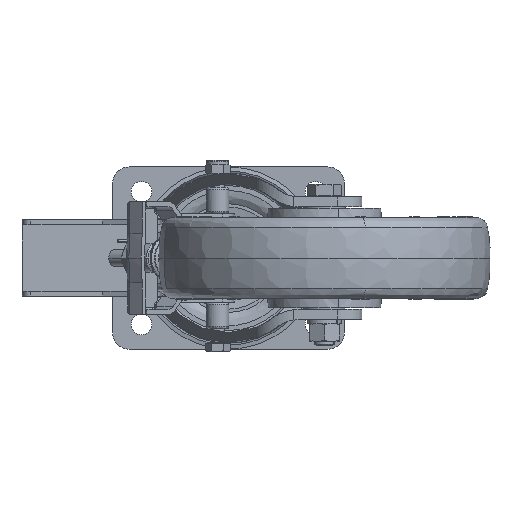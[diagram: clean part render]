
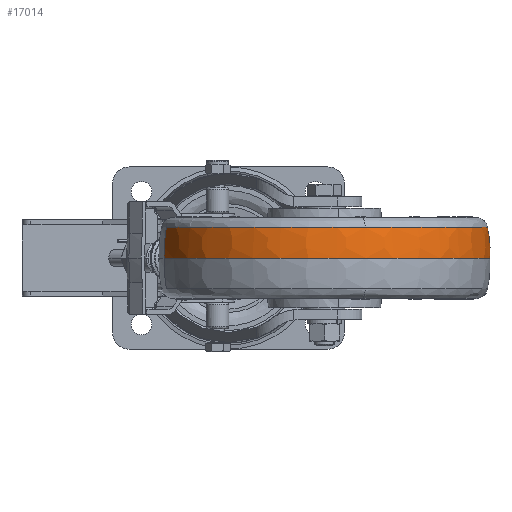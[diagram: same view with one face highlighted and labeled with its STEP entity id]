
A CAD part, front view. The second image highlights one B-rep face of the part: STEP entity #17014.
In plain terms, the highlighted toroidal (fillet/blend) face has major radius 4.992 mm and minor radius 105 mm.
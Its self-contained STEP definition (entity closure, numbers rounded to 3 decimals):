
#352 = CARTESIAN_POINT ( 'NONE',  ( 58., -152.002, 1.304 ) ) ;
#2546 = AXIS2_PLACEMENT_3D ( 'NONE', #7196, #28215, #49431 ) ;
#3549 = DIRECTION ( 'NONE',  ( -0.969, -0.249, 0. ) ) ;
#3709 = CARTESIAN_POINT ( 'NONE',  ( 82.525, -247.484, 18.561 ) ) ;
#3956 = AXIS2_PLACEMENT_3D ( 'NONE', #352, #25266, #16433 ) ;
#4564 = DIRECTION ( 'NONE',  ( -0.249, 0.969, 0. ) ) ;
#7196 = CARTESIAN_POINT ( 'NONE',  ( 58., -152.002, 18.561 ) ) ;
#7755 = DIRECTION ( 'NONE',  ( 0., 0., -1. ) ) ;
#8789 = DIRECTION ( 'NONE',  ( -0.969, -0.249, 0. ) ) ;
#9346 = ORIENTED_EDGE ( 'NONE', *, *, #44778, .T. ) ;
#10018 = FACE_OUTER_BOUND ( 'NONE', #11430, .T. ) ;
#10292 = EDGE_CURVE ( 'NONE', #17695, #37714, #54701, .T. ) ;
#10798 = CARTESIAN_POINT ( 'NONE',  ( 154.856, -127.124, 0. ) ) ;
#11430 = EDGE_LOOP ( 'NONE', ( #23340, #9346, #35732, #28814, #19307 ) ) ;
#13288 = TOROIDAL_SURFACE ( 'NONE', #3956, -4.992, 105. ) ;
#16421 = EDGE_CURVE ( 'NONE', #37714, #44570, #40468, .T. ) ;
#16433 = DIRECTION ( 'NONE',  ( -0.969, -0.249, 0. ) ) ;
#16758 = CIRCLE ( 'NONE', #25571, 98.58 ) ;
#16807 = CARTESIAN_POINT ( 'NONE',  ( 58., -152.002, 0. ) ) ;
#17014 = ADVANCED_FACE ( 'NONE', ( #10018 ), #13288, .T. ) ;
#17695 = VERTEX_POINT ( 'NONE', #3709 ) ;
#19307 = ORIENTED_EDGE ( 'NONE', *, *, #31240, .F. ) ;
#20484 = CARTESIAN_POINT ( 'NONE',  ( 58., -152.002, 18.561 ) ) ;
#21425 = CARTESIAN_POINT ( 'NONE',  ( 62.835, -150.761, 1.304 ) ) ;
#23340 = ORIENTED_EDGE ( 'NONE', *, *, #54266, .F. ) ;
#25266 = DIRECTION ( 'NONE',  ( 0., 0., -1. ) ) ;
#25571 = AXIS2_PLACEMENT_3D ( 'NONE', #20484, #7755, #50015 ) ;
#28215 = DIRECTION ( 'NONE',  ( 0., 0., -1. ) ) ;
#28814 = ORIENTED_EDGE ( 'NONE', *, *, #16421, .T. ) ;
#30449 = DIRECTION ( 'NONE',  ( 0.969, 0.249, 0. ) ) ;
#30865 = CIRCLE ( 'NONE', #49306, 105. ) ;
#31240 = EDGE_CURVE ( 'NONE', #41814, #44570, #48742, .T. ) ;
#34383 = CARTESIAN_POINT ( 'NONE',  ( 53.165, -153.244, 1.304 ) ) ;
#35732 = ORIENTED_EDGE ( 'NONE', *, *, #10292, .T. ) ;
#36758 = VERTEX_POINT ( 'NONE', #41600 ) ;
#37714 = VERTEX_POINT ( 'NONE', #54777 ) ;
#39496 = CARTESIAN_POINT ( 'NONE',  ( -38.856, -176.881, 0. ) ) ;
#40468 = CIRCLE ( 'NONE', #42073, 105. ) ;
#41600 = CARTESIAN_POINT ( 'NONE',  ( 153.481, -127.477, 18.561 ) ) ;
#41814 = VERTEX_POINT ( 'NONE', #10798 ) ;
#42073 = AXIS2_PLACEMENT_3D ( 'NONE', #21425, #46693, #30449 ) ;
#44570 = VERTEX_POINT ( 'NONE', #39496 ) ;
#44778 = EDGE_CURVE ( 'NONE', #36758, #17695, #16758, .T. ) ;
#45742 = DIRECTION ( 'NONE',  ( 0., 0., -1. ) ) ;
#46693 = DIRECTION ( 'NONE',  ( 0.249, -0.969, 0. ) ) ;
#47775 = AXIS2_PLACEMENT_3D ( 'NONE', #16807, #45742, #3549 ) ;
#48742 = CIRCLE ( 'NONE', #47775, 100. ) ;
#49306 = AXIS2_PLACEMENT_3D ( 'NONE', #34383, #4564, #8789 ) ;
#49431 = DIRECTION ( 'NONE',  ( -0.249, 0.969, 0. ) ) ;
#50015 = DIRECTION ( 'NONE',  ( -0.249, 0.969, 0. ) ) ;
#54266 = EDGE_CURVE ( 'NONE', #36758, #41814, #30865, .T. ) ;
#54701 = CIRCLE ( 'NONE', #2546, 98.58 ) ;
#54777 = CARTESIAN_POINT ( 'NONE',  ( -37.481, -176.528, 18.561 ) ) ;
